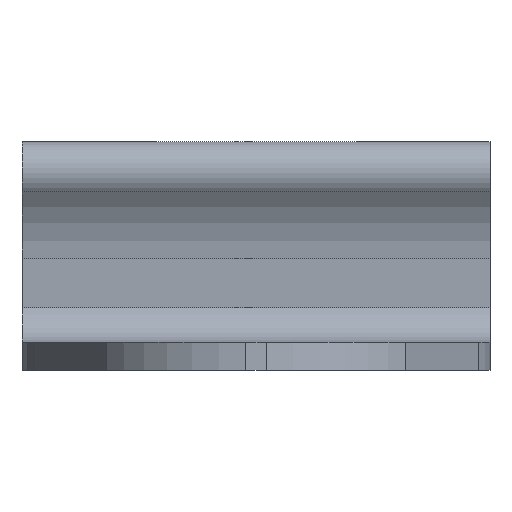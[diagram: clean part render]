
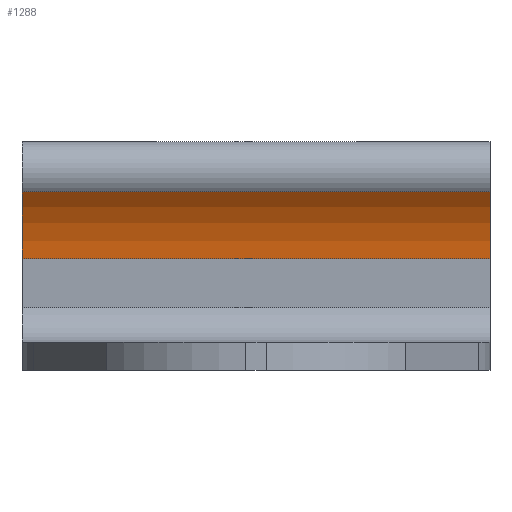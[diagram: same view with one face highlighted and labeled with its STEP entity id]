
A CAD part, front view. The second image highlights one B-rep face of the part: STEP entity #1288.
In plain terms, the highlighted cylindrical face has radius 3.441 mm (diameter 6.882 mm), a partial arc.
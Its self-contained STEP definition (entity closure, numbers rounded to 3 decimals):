
#363 = CARTESIAN_POINT ( 'NONE',  ( 7., -17.391, -2.25 ) ) ;
#364 = DIRECTION ( 'NONE',  ( -1., 0., 0. ) ) ;
#365 = VECTOR ( 'NONE', #364, 1000. ) ;
#366 = LINE ( 'NONE', #363, #365 ) ;
#576 = DIRECTION ( 'NONE',  ( -1., 0., 0. ) ) ;
#577 = CARTESIAN_POINT ( 'NONE',  ( -7., -20.827, -2.422 ) ) ;
#578 = AXIS2_PLACEMENT_3D ( 'NONE', #577, #576, #692 ) ;
#581 = CARTESIAN_POINT ( 'NONE',  ( -7., -17.391, -2.25 ) ) ;
#582 = CIRCLE ( 'NONE', #691, 3.441 ) ;
#599 = CIRCLE ( 'NONE', #578, 3.441 ) ;
#685 = DIRECTION ( 'NONE',  ( 0., 0., 1. ) ) ;
#686 = DIRECTION ( 'NONE',  ( -1., 0., 0. ) ) ;
#687 = CARTESIAN_POINT ( 'NONE',  ( 7., -20.827, -2.422 ) ) ;
#691 = AXIS2_PLACEMENT_3D ( 'NONE', #687, #686, #685 ) ;
#692 = DIRECTION ( 'NONE',  ( 0., 0., 1. ) ) ;
#717 = CARTESIAN_POINT ( 'NONE',  ( 7., -17.391, -2.25 ) ) ;
#842 = FACE_OUTER_BOUND ( 'NONE', #1289, .T. ) ;
#843 = DIRECTION ( 'NONE',  ( -1., 0., 0. ) ) ;
#845 = AXIS2_PLACEMENT_3D ( 'NONE', #867, #843, #872 ) ;
#848 = CARTESIAN_POINT ( 'NONE',  ( -7., -18.153, -0.257 ) ) ;
#849 = CARTESIAN_POINT ( 'NONE',  ( 7., -18.153, -0.257 ) ) ;
#850 = LINE ( 'NONE', #849, #856 ) ;
#852 = CYLINDRICAL_SURFACE ( 'NONE', #845, 3.441 ) ;
#855 = DIRECTION ( 'NONE',  ( -1., 0., 0. ) ) ;
#856 = VECTOR ( 'NONE', #855, 1000. ) ;
#867 = CARTESIAN_POINT ( 'NONE',  ( 7., -20.827, -2.422 ) ) ;
#870 = CARTESIAN_POINT ( 'NONE',  ( 7., -18.153, -0.257 ) ) ;
#872 = DIRECTION ( 'NONE',  ( 0., 0., 1. ) ) ;
#909 = ORIENTED_EDGE ( 'NONE', *, *, #1285, .T. ) ;
#930 = EDGE_CURVE ( 'NONE', #1190, #1203, #366, .T. ) ;
#1187 = ORIENTED_EDGE ( 'NONE', *, *, #1204, .F. ) ;
#1189 = ORIENTED_EDGE ( 'NONE', *, *, #930, .F. ) ;
#1190 = VERTEX_POINT ( 'NONE', #717 ) ;
#1202 = EDGE_CURVE ( 'NONE', #1266, #1203, #599, .T. ) ;
#1203 = VERTEX_POINT ( 'NONE', #581 ) ;
#1204 = EDGE_CURVE ( 'NONE', #1267, #1190, #582, .T. ) ;
#1266 = VERTEX_POINT ( 'NONE', #848 ) ;
#1267 = VERTEX_POINT ( 'NONE', #870 ) ;
#1268 = ORIENTED_EDGE ( 'NONE', *, *, #1202, .T. ) ;
#1285 = EDGE_CURVE ( 'NONE', #1267, #1266, #850, .T. ) ;
#1288 = ADVANCED_FACE ( 'NONE', ( #842 ), #852, .F. ) ;
#1289 = EDGE_LOOP ( 'NONE', ( #1268, #1189, #1187, #909 ) ) ;
